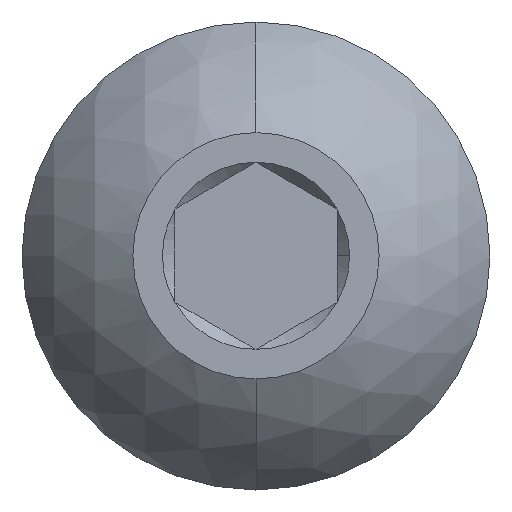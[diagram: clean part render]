
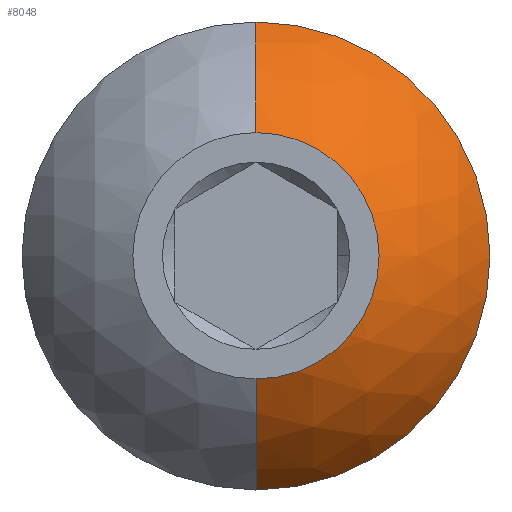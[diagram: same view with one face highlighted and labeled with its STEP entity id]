
A CAD part, top view. The second image highlights one B-rep face of the part: STEP entity #8048.
In plain terms, the highlighted spherical face has radius 5.172 mm.
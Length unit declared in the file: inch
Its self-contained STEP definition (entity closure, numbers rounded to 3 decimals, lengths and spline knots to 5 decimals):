
#32 = CARTESIAN_POINT ( 'NONE',  ( 0., 0.095, 0. ) ) ;
#146 = AXIS2_PLACEMENT_3D ( 'NONE', #7976, #5923, #7209 ) ;
#148 = EDGE_CURVE ( 'NONE', #2234, #6608, #5881, .T. ) ;
#543 = CIRCLE ( 'NONE', #3824, 0.20363 ) ;
#734 = FACE_OUTER_BOUND ( 'NONE', #3765, .T. ) ;
#825 = VERTEX_POINT ( 'NONE', #5290 ) ;
#1046 = CARTESIAN_POINT ( 'NONE',  ( 0., 0., -0.08585 ) ) ;
#1545 = CARTESIAN_POINT ( 'NONE',  ( 0., 0., 0. ) ) ;
#1617 = CIRCLE ( 'NONE', #6408, 0.095 ) ;
#1656 = EDGE_CURVE ( 'NONE', #825, #6608, #1617, .T. ) ;
#1803 = EDGE_CURVE ( 'NONE', #4474, #5213, #6689, .T. ) ;
#2182 = EDGE_CURVE ( 'NONE', #4474, #825, #543, .T. ) ;
#2230 = EDGE_CURVE ( 'NONE', #5213, #2234, #2722, .T. ) ;
#2234 = VERTEX_POINT ( 'NONE', #4707 ) ;
#2552 = DIRECTION ( 'NONE',  ( 0., 1., 0. ) ) ;
#2599 = DIRECTION ( 'NONE',  ( 1., 0., 0. ) ) ;
#2632 = CARTESIAN_POINT ( 'NONE',  ( 0., 0., -0.18011 ) ) ;
#2722 = CIRCLE ( 'NONE', #5597, 0.1805 ) ;
#3448 = DIRECTION ( 'NONE',  ( 1., 0., 0. ) ) ;
#3483 = CARTESIAN_POINT ( 'NONE',  ( 0., -0.1805, -0.08585 ) ) ;
#3765 = EDGE_LOOP ( 'NONE', ( #5527, #5293, #4490, #4970, #4253 ) ) ;
#3824 = AXIS2_PLACEMENT_3D ( 'NONE', #2632, #5214, #7827 ) ;
#4160 = DIRECTION ( 'NONE',  ( 0., 0., 1. ) ) ;
#4253 = ORIENTED_EDGE ( 'NONE', *, *, #2182, .F. ) ;
#4383 = AXIS2_PLACEMENT_3D ( 'NONE', #7968, #2599, #2552 ) ;
#4398 = DIRECTION ( 'NONE',  ( 0., 0., 1. ) ) ;
#4474 = VERTEX_POINT ( 'NONE', #3483 ) ;
#4490 = ORIENTED_EDGE ( 'NONE', *, *, #148, .T. ) ;
#4651 = AXIS2_PLACEMENT_3D ( 'NONE', #1046, #4398, #4997 ) ;
#4663 = DIRECTION ( 'NONE',  ( 0., 0., 1. ) ) ;
#4707 = CARTESIAN_POINT ( 'NONE',  ( 0., 0.1805, -0.08585 ) ) ;
#4970 = ORIENTED_EDGE ( 'NONE', *, *, #1656, .F. ) ;
#4997 = DIRECTION ( 'NONE',  ( 1., 0., 0. ) ) ;
#5213 = VERTEX_POINT ( 'NONE', #5394 ) ;
#5214 = DIRECTION ( 'NONE',  ( -1., 0., 0. ) ) ;
#5290 = CARTESIAN_POINT ( 'NONE',  ( 0., -0.095, 0. ) ) ;
#5293 = ORIENTED_EDGE ( 'NONE', *, *, #2230, .T. ) ;
#5394 = CARTESIAN_POINT ( 'NONE',  ( 0.1805, 0., -0.08585 ) ) ;
#5497 = DIRECTION ( 'NONE',  ( 1., 0., 0. ) ) ;
#5527 = ORIENTED_EDGE ( 'NONE', *, *, #1803, .T. ) ;
#5597 = AXIS2_PLACEMENT_3D ( 'NONE', #7910, #4663, #3448 ) ;
#5881 = CIRCLE ( 'NONE', #4383, 0.20363 ) ;
#5923 = DIRECTION ( 'NONE',  ( 1., 0., 0. ) ) ;
#6408 = AXIS2_PLACEMENT_3D ( 'NONE', #1545, #4160, #5497 ) ;
#6608 = VERTEX_POINT ( 'NONE', #32 ) ;
#6689 = CIRCLE ( 'NONE', #4651, 0.1805 ) ;
#7209 = DIRECTION ( 'NONE',  ( 0., -1., 0. ) ) ;
#7340 = SPHERICAL_SURFACE ( 'NONE', #146, 0.20363 ) ;
#7827 = DIRECTION ( 'NONE',  ( 0., -1., 0. ) ) ;
#7910 = CARTESIAN_POINT ( 'NONE',  ( 0., 0., -0.08585 ) ) ;
#7968 = CARTESIAN_POINT ( 'NONE',  ( 0., 0., -0.18011 ) ) ;
#7976 = CARTESIAN_POINT ( 'NONE',  ( 0., 0., -0.18011 ) ) ;
#8048 = ADVANCED_FACE ( 'NONE', ( #734 ), #7340, .T. ) ;
